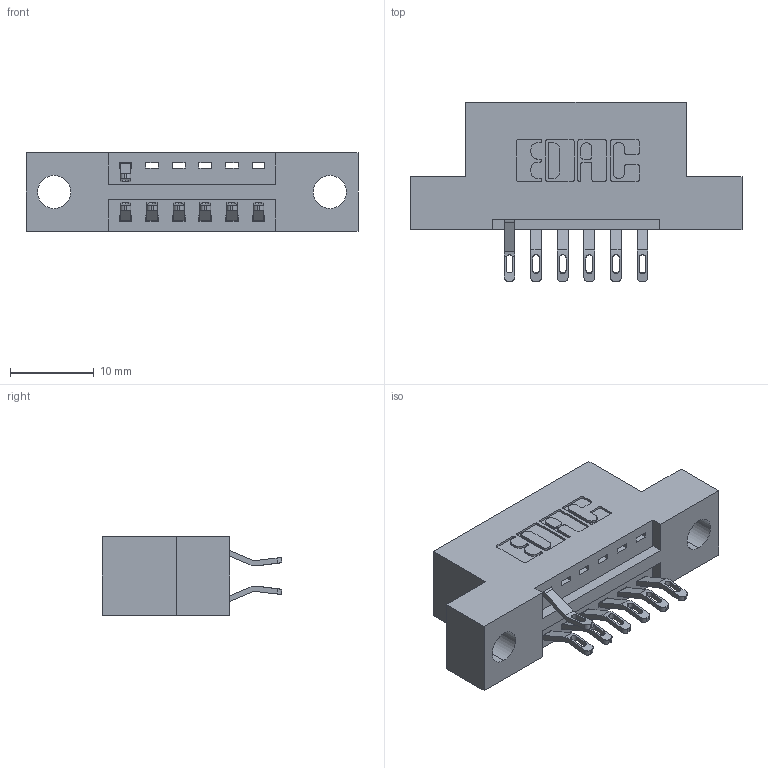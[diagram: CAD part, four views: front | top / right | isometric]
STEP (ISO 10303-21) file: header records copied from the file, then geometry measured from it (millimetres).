
FILE_DESCRIPTION (( 'STEP AP203' ), '1' );
FILE_NAME ('346-012-555-204.STEP', '2018-08-19T22:47:17', ( '' ), ( '' ), 'SwSTEP 2.0', 'SolidWorks 2016', '' );
FILE_SCHEMA (( 'CONFIG_CONTROL_DESIGN' ));
Length unit declared in the file: inch
Products named in the file (3): 346 Part_Flush Mounting Lugs - 0.156 Dia-TH; 345-292-001_555 Tail; 346-012-555-204
Assembly tree (8 placements, depth 2):
  346-012-555-204
    346 Part_Flush Mounting Lugs - 0.156 Dia-TH
    345-292-001_555 Tail  x7
Bounding box: 39.62 x 21.46 x 9.4 mm (x, y, z)
Volume: 3471.7 mm3; surface area: 3832.5 mm2
Topology: 8 solids, 8 shells, 558 faces, 1715 edges, 1142 vertices
Faces by surface type: plane 332, cylinder 226
Entity records: 8931 total; most frequent: CARTESIAN_POINT 1577, ORIENTED_EDGE 1486, DIRECTION 1405, EDGE_CURVE 743, LINE 567, VECTOR 567, VERTEX_POINT 494, AXIS2_PLACEMENT_3D 419
